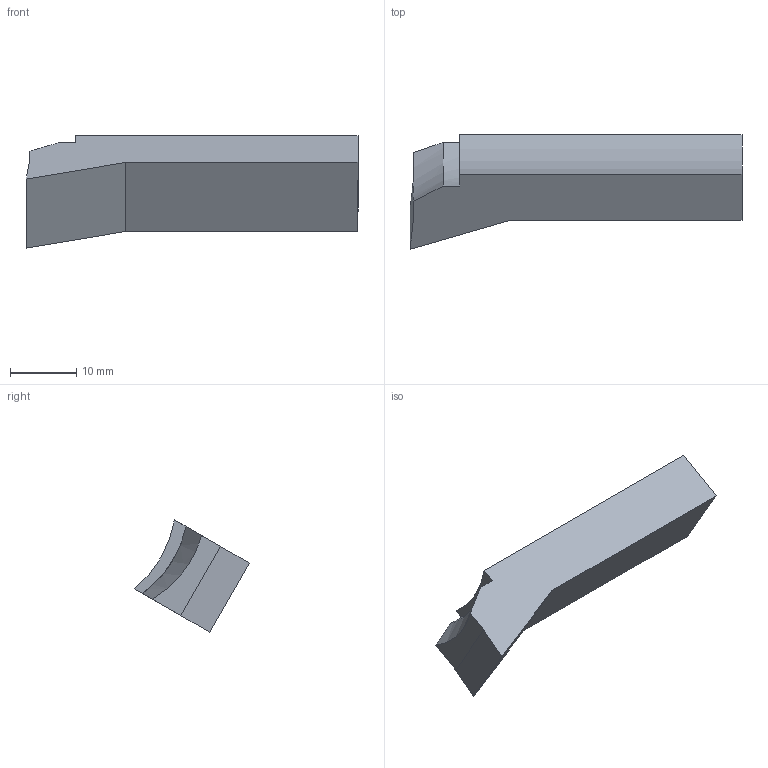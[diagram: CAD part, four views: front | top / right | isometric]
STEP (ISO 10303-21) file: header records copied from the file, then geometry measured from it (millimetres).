
FILE_DESCRIPTION(/* description */ (''),/* implementation_level */ '2;1');
FILE_NAME(/* name */ 'Bevestiging curved 2.step',/* time_stamp */ '2026-01-09T12:09:49+01:00',/* author */ (''),/* organization */ (''),/* preprocessor_version */ 'ST-DEVELOPER v20.1',/* originating_system */ 'Autodesk Translation Framework v14.21.0.0',/* authorisation */ '');
FILE_SCHEMA (('AUTOMOTIVE_DESIGN { 1 0 10303 214 3 1 1 }'));
Length unit declared in the file: millimetre
Products named in the file (2): 2026-01-09-11-39-30-994; 2026-01-09-12-03-26-953
Assembly tree (1 placements, depth 2):
  2026-01-09-11-39-30-994
    2026-01-09-12-03-26-953
Bounding box: 50 x 17.26 x 16.89 mm (x, y, z)
Volume: 4558.1 mm3; surface area: 2262 mm2
Topology: 1 solids, 1 shells, 11 faces, 27 edges, 18 vertices
Faces by surface type: plane 8, bspline 2, cylinder 1
Entity records: 546 total; most frequent: CARTESIAN_POINT 249, ORIENTED_EDGE 54, DIRECTION 46, EDGE_CURVE 27, LINE 18, VECTOR 18, VERTEX_POINT 18, AXIS2_PLACEMENT_3D 14
